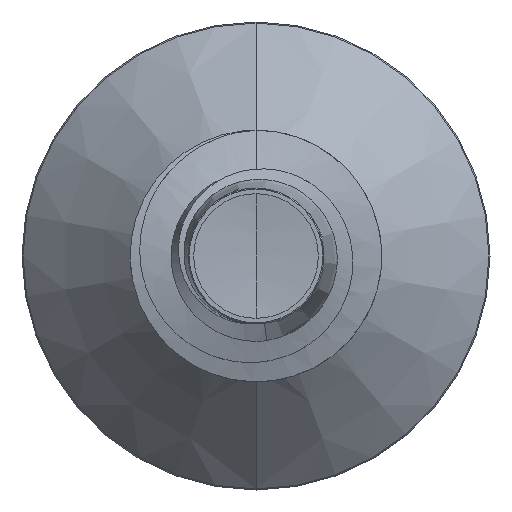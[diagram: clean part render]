
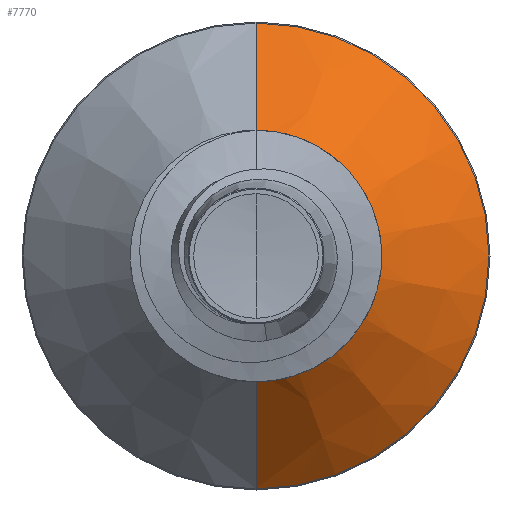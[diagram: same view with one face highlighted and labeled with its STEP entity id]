
A CAD part, front view. The second image highlights one B-rep face of the part: STEP entity #7770.
In plain terms, the highlighted conical face has half-angle 45 degrees and reference radius 2.301 mm.
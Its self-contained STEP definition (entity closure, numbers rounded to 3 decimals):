
#169 = CONICAL_SURFACE ( 'NONE', #5455, 2.301, 0.785 ) ;
#549 = CARTESIAN_POINT ( 'NONE',  ( 0., 6.228, -4.628 ) ) ;
#2151 = CIRCLE ( 'NONE', #7306, 2.301 ) ;
#2502 = LINE ( 'NONE', #6959, #2849 ) ;
#2849 = VECTOR ( 'NONE', #6923, 1000. ) ;
#3374 = CARTESIAN_POINT ( 'NONE',  ( 0., 3.901, -2.301 ) ) ;
#4309 = ORIENTED_EDGE ( 'NONE', *, *, #10752, .T. ) ;
#4449 = EDGE_LOOP ( 'NONE', ( #10360, #4309, #6975, #10653 ) ) ;
#5455 = AXIS2_PLACEMENT_3D ( 'NONE', #11107, #11285, #11348 ) ;
#5640 = CIRCLE ( 'NONE', #8577, 4.628 ) ;
#5879 = EDGE_CURVE ( 'NONE', #8076, #9950, #5640, .T. ) ;
#5906 = EDGE_CURVE ( 'NONE', #8972, #8076, #2502, .T. ) ;
#6490 = CARTESIAN_POINT ( 'NONE',  ( 0., 3.901, 2.301 ) ) ;
#6923 = DIRECTION ( 'NONE',  ( 0., 0.707, 0.707 ) ) ;
#6959 = CARTESIAN_POINT ( 'NONE',  ( 0., 3.901, 2.301 ) ) ;
#6975 = ORIENTED_EDGE ( 'NONE', *, *, #5879, .F. ) ;
#7140 = CARTESIAN_POINT ( 'NONE',  ( 0., 6.228, 4.628 ) ) ;
#7306 = AXIS2_PLACEMENT_3D ( 'NONE', #9052, #9041, #9038 ) ;
#7476 = DIRECTION ( 'NONE',  ( 0., 0., 1. ) ) ;
#7508 = DIRECTION ( 'NONE',  ( 0., 1., 0. ) ) ;
#7534 = CARTESIAN_POINT ( 'NONE',  ( 0., 6.228, 0. ) ) ;
#7538 = LINE ( 'NONE', #8094, #11364 ) ;
#7770 = ADVANCED_FACE ( 'NONE', ( #9802 ), #169, .T. ) ;
#8076 = VERTEX_POINT ( 'NONE', #7140 ) ;
#8094 = CARTESIAN_POINT ( 'NONE',  ( 0., 3.901, -2.301 ) ) ;
#8485 = EDGE_CURVE ( 'NONE', #8972, #9618, #2151, .T. ) ;
#8577 = AXIS2_PLACEMENT_3D ( 'NONE', #7534, #7508, #7476 ) ;
#8607 = DIRECTION ( 'NONE',  ( 0., 0.707, -0.707 ) ) ;
#8972 = VERTEX_POINT ( 'NONE', #6490 ) ;
#9038 = DIRECTION ( 'NONE',  ( 0., 0., 1. ) ) ;
#9041 = DIRECTION ( 'NONE',  ( 0., 1., 0. ) ) ;
#9052 = CARTESIAN_POINT ( 'NONE',  ( 0., 3.901, 0. ) ) ;
#9618 = VERTEX_POINT ( 'NONE', #3374 ) ;
#9802 = FACE_OUTER_BOUND ( 'NONE', #4449, .T. ) ;
#9950 = VERTEX_POINT ( 'NONE', #549 ) ;
#10360 = ORIENTED_EDGE ( 'NONE', *, *, #8485, .T. ) ;
#10653 = ORIENTED_EDGE ( 'NONE', *, *, #5906, .F. ) ;
#10752 = EDGE_CURVE ( 'NONE', #9618, #9950, #7538, .T. ) ;
#11107 = CARTESIAN_POINT ( 'NONE',  ( 0., 3.901, 0. ) ) ;
#11285 = DIRECTION ( 'NONE',  ( 0., 1., 0. ) ) ;
#11348 = DIRECTION ( 'NONE',  ( 0., 0., 1. ) ) ;
#11364 = VECTOR ( 'NONE', #8607, 1000. ) ;
